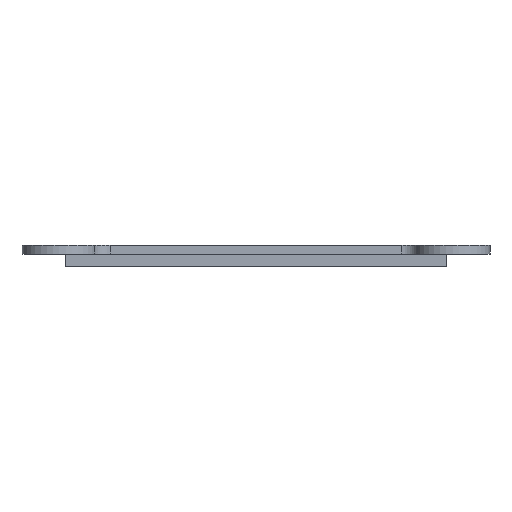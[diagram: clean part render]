
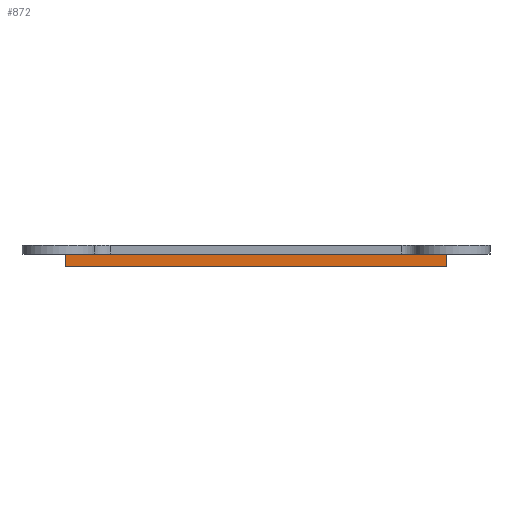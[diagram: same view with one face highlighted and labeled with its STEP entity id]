
A CAD part, left-side view. The second image highlights one B-rep face of the part: STEP entity #872.
In plain terms, the highlighted planar face has unit normal (-1, 0, 0).
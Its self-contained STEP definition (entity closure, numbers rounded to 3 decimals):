
#138=FACE_OUTER_BOUND('',#203,.T.);
#203=EDGE_LOOP('',(#791,#792,#793,#794));
#245=LINE('',#1358,#325);
#283=LINE('',#1469,#363);
#284=LINE('',#1472,#364);
#285=LINE('',#1473,#365);
#325=VECTOR('',#1106,10.);
#363=VECTOR('',#1222,10.);
#364=VECTOR('',#1225,10.);
#365=VECTOR('',#1226,10.);
#410=VERTEX_POINT('',#1355);
#411=VERTEX_POINT('',#1357);
#445=VERTEX_POINT('',#1467);
#446=VERTEX_POINT('',#1471);
#508=EDGE_CURVE('',#410,#411,#245,.T.);
#563=EDGE_CURVE('',#445,#411,#283,.T.);
#564=EDGE_CURVE('',#446,#445,#284,.T.);
#565=EDGE_CURVE('',#446,#410,#285,.T.);
#791=ORIENTED_EDGE('',*,*,#564,.T.);
#792=ORIENTED_EDGE('',*,*,#563,.T.);
#793=ORIENTED_EDGE('',*,*,#508,.F.);
#794=ORIENTED_EDGE('',*,*,#565,.F.);
#828=PLANE('',#979);
#872=ADVANCED_FACE('',(#138),#828,.T.);
#979=AXIS2_PLACEMENT_3D('',#1470,#1223,#1224);
#1106=DIRECTION('',(0.,-1.,0.));
#1222=DIRECTION('',(0.,0.,1.));
#1223=DIRECTION('center_axis',(-1.,0.,0.));
#1224=DIRECTION('ref_axis',(0.,-1.,0.));
#1225=DIRECTION('',(0.,-1.,0.));
#1226=DIRECTION('',(0.,0.,1.));
#1355=CARTESIAN_POINT('',(-76.,45.725,3.));
#1357=CARTESIAN_POINT('',(-76.,-45.725,3.));
#1358=CARTESIAN_POINT('',(-76.,45.725,3.));
#1467=CARTESIAN_POINT('',(-76.,-45.725,0.));
#1469=CARTESIAN_POINT('',(-76.,-45.725,0.));
#1470=CARTESIAN_POINT('Origin',(-76.,45.725,0.));
#1471=CARTESIAN_POINT('',(-76.,45.725,0.));
#1472=CARTESIAN_POINT('',(-76.,45.725,0.));
#1473=CARTESIAN_POINT('',(-76.,45.725,0.));
